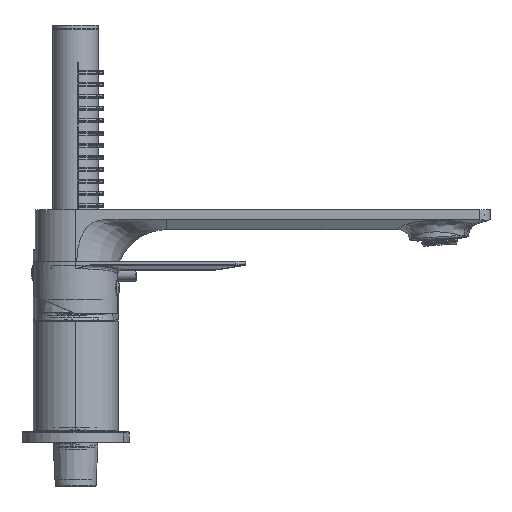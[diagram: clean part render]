
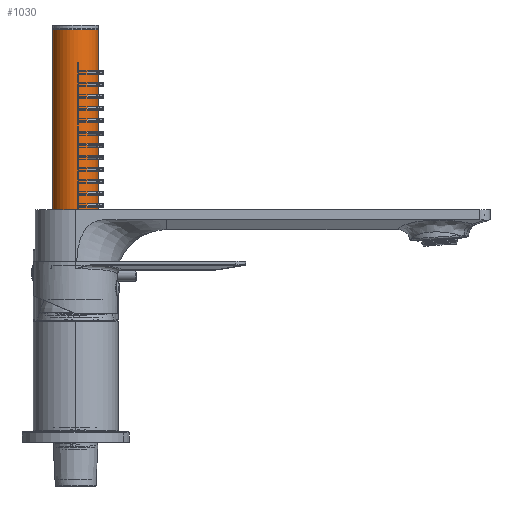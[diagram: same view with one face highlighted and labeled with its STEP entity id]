
A CAD part, front view. The second image highlights one B-rep face of the part: STEP entity #1030.
In plain terms, the highlighted cylindrical face has radius 11.25 mm (diameter 22.5 mm), a partial arc.
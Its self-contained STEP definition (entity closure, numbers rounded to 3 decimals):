
#10=CARTESIAN_POINT('',(0.,300.,199.038));
#11=DIRECTION('',(0.,0.,1.));
#12=DIRECTION('',(-0.993,-0.121,0.));
#13=AXIS2_PLACEMENT_3D('',#10,#11,#12);
#25=DIRECTION('',(0.,0.,1.));
#26=VECTOR('',#25,197.3);
#27=CARTESIAN_POINT('',(11.167,301.366,1.738));
#28=LINE('',#27,#26);
#29=DIRECTION('',(0.,0.,1.));
#30=VECTOR('',#29,197.3);
#31=CARTESIAN_POINT('',(-11.167,298.634,1.738));
#32=LINE('',#31,#30);
#33=CARTESIAN_POINT('',(0.,300.,1.738));
#34=DIRECTION('',(0.,0.,-1.));
#35=DIRECTION('',(0.993,0.121,0.));
#36=AXIS2_PLACEMENT_3D('',#33,#34,#35);
#875=CARTESIAN_POINT('',(-11.167,298.634,1.738));
#876=CARTESIAN_POINT('',(-11.167,298.634,199.038));
#877=VERTEX_POINT('',#875);
#878=VERTEX_POINT('',#876);
#879=CARTESIAN_POINT('',(11.167,301.366,1.738));
#880=CARTESIAN_POINT('',(11.167,301.366,199.038));
#881=VERTEX_POINT('',#879);
#882=VERTEX_POINT('',#880);
#1018=CARTESIAN_POINT('',(0.,300.,-0.162));
#1019=DIRECTION('',(0.,0.,1.));
#1020=DIRECTION('',(0.993,0.121,0.));
#1021=AXIS2_PLACEMENT_3D('',#1018,#1019,#1020);
#1022=CYLINDRICAL_SURFACE('',#1021,11.25);
#1023=ORIENTED_EDGE('',*,*,#1009,.T.);
#1024=ORIENTED_EDGE('',*,*,#984,.F.);
#1026=ORIENTED_EDGE('',*,*,#1025,.T.);
#1027=ORIENTED_EDGE('',*,*,#980,.T.);
#1028=EDGE_LOOP('',(#1023,#1024,#1026,#1027));
#1029=FACE_OUTER_BOUND('',#1028,.F.);
#1030=ADVANCED_FACE('',(#1029),#1022,.T.);
#14=CIRCLE('',#13,11.25);
#37=CIRCLE('',#36,11.25);
#980=EDGE_CURVE('',#877,#878,#32,.T.);
#984=EDGE_CURVE('',#881,#882,#28,.T.);
#1009=EDGE_CURVE('',#878,#882,#14,.T.);
#1025=EDGE_CURVE('',#881,#877,#37,.T.);
